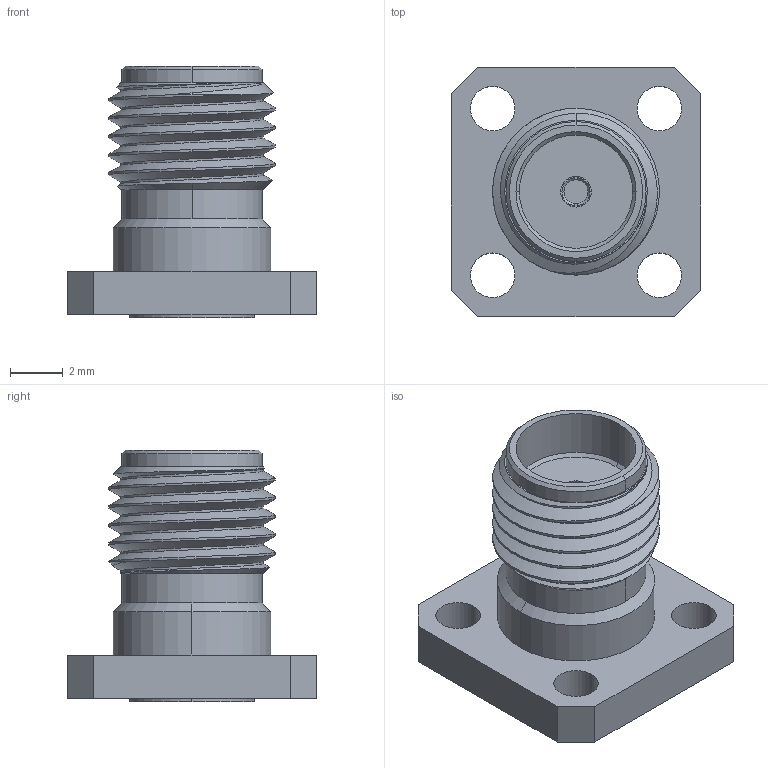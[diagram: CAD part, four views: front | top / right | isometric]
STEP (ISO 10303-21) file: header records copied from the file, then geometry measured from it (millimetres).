
FILE_DESCRIPTION (( 'STEP AP214' ), '1' );
FILE_NAME ('PE45561 ¦ FMCN1611.step', '2020-04-17T00:24:57', ( '' ), ( '' ), 'SwSTEP 2.0', 'SolidWorks 2018', '' );
FILE_SCHEMA (( 'AUTOMOTIVE_DESIGN' ));
Length unit declared in the file: millimetre
Products named in the file (1): PE45561 ｦ FMCN1611
Bounding box: 9.52 x 9.52 x 9.58 mm (x, y, z)
Volume: 298.9 mm3; surface area: 539.6 mm2
Topology: 2 solids, 2 shells, 111 faces, 288 edges, 189 vertices
Faces by surface type: plane 44, cylinder 43, cone 21, bspline 3
Entity records: 4856 total; most frequent: CARTESIAN_POINT 1644, ORIENTED_EDGE 576, DIRECTION 567, EDGE_CURVE 288, AXIS2_PLACEMENT_3D 220, VERTEX_POINT 189, EDGE_LOOP 129, VECTOR 127
